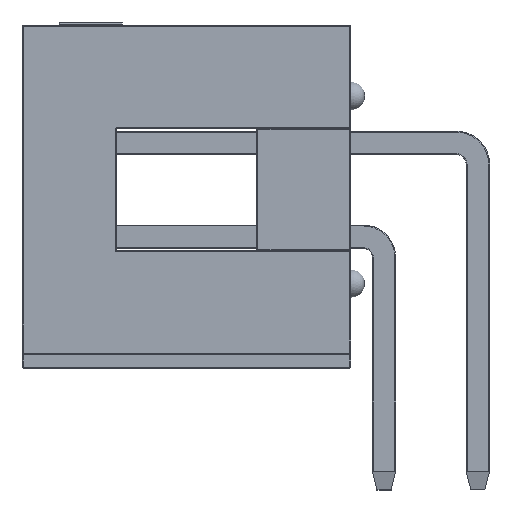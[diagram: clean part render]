
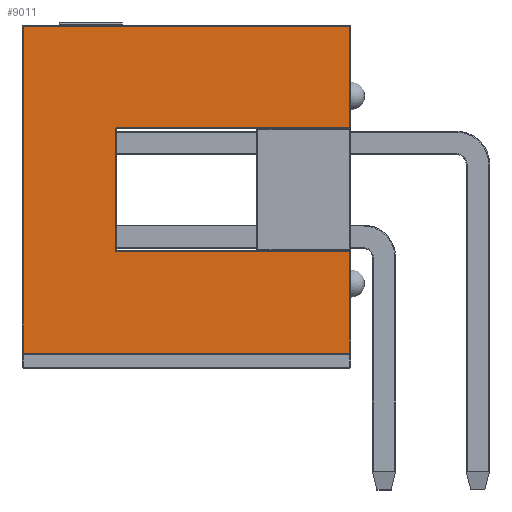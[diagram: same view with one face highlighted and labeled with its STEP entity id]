
A CAD part, front view. The second image highlights one B-rep face of the part: STEP entity #9011.
In plain terms, the highlighted face is planar.
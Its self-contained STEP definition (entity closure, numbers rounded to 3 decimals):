
#515=PLANE('',#9931);
#1004=FACE_OUTER_BOUND('',#1559,.T.);
#1559=EDGE_LOOP('',(#7316,#7317,#7318,#7319,#7320,#7321,#7322,#7323,#7324,
#7325));
#2044=CIRCLE('',#9750,0.051);
#2078=CIRCLE('',#9799,0.051);
#2293=LINE('',#13988,#3134);
#2296=LINE('',#14027,#3137);
#2301=LINE('',#14055,#3142);
#2306=LINE('',#14077,#3147);
#2312=LINE('',#14107,#3153);
#2315=LINE('',#14111,#3156);
#2319=LINE('',#14117,#3160);
#2360=LINE('',#14179,#3201);
#3134=VECTOR('',#11229,10.);
#3137=VECTOR('',#11274,10.);
#3142=VECTOR('',#11307,10.);
#3147=VECTOR('',#11334,10.);
#3153=VECTOR('',#11370,10.);
#3156=VECTOR('',#11375,10.);
#3160=VECTOR('',#11383,10.);
#3201=VECTOR('',#11466,10.);
#4123=VERTEX_POINT('',#13750);
#4155=VERTEX_POINT('',#13924);
#4156=VERTEX_POINT('',#13926);
#4177=VERTEX_POINT('',#13983);
#4189=VERTEX_POINT('',#14018);
#4190=VERTEX_POINT('',#14019);
#4201=VERTEX_POINT('',#14050);
#4205=VERTEX_POINT('',#14070);
#4211=VERTEX_POINT('',#14090);
#4215=VERTEX_POINT('',#14098);
#5101=EDGE_CURVE('',#4155,#4156,#2044,.T.);
#5131=EDGE_CURVE('',#4123,#4177,#2293,.T.);
#5145=EDGE_CURVE('',#4189,#4190,#2078,.T.);
#5149=EDGE_CURVE('',#4190,#4155,#2296,.T.);
#5163=EDGE_CURVE('',#4177,#4201,#2301,.T.);
#5174=EDGE_CURVE('',#4205,#4189,#2306,.T.);
#5189=EDGE_CURVE('',#4211,#4215,#2312,.T.);
#5192=EDGE_CURVE('',#4215,#4205,#2315,.T.);
#5196=EDGE_CURVE('',#4201,#4211,#2319,.T.);
#5237=EDGE_CURVE('',#4156,#4123,#2360,.T.);
#7316=ORIENTED_EDGE('',*,*,#5189,.F.);
#7317=ORIENTED_EDGE('',*,*,#5196,.F.);
#7318=ORIENTED_EDGE('',*,*,#5163,.F.);
#7319=ORIENTED_EDGE('',*,*,#5131,.F.);
#7320=ORIENTED_EDGE('',*,*,#5237,.F.);
#7321=ORIENTED_EDGE('',*,*,#5101,.F.);
#7322=ORIENTED_EDGE('',*,*,#5149,.F.);
#7323=ORIENTED_EDGE('',*,*,#5145,.F.);
#7324=ORIENTED_EDGE('',*,*,#5174,.F.);
#7325=ORIENTED_EDGE('',*,*,#5192,.F.);
#9011=ADVANCED_FACE('',(#1004),#515,.T.);
#9750=AXIS2_PLACEMENT_3D('',#13927,#11156,#11157);
#9799=AXIS2_PLACEMENT_3D('',#14020,#11264,#11265);
#9931=AXIS2_PLACEMENT_3D('',#14514,#11766,#11767);
#11156=DIRECTION('center_axis',(1.,0.,0.));
#11157=DIRECTION('ref_axis',(0.,-0.707,0.707));
#11229=DIRECTION('',(0.,-1.,0.));
#11264=DIRECTION('center_axis',(1.,0.,0.));
#11265=DIRECTION('ref_axis',(0.,0.707,0.707));
#11274=DIRECTION('',(0.,-1.,0.));
#11307=DIRECTION('',(0.,0.,1.));
#11334=DIRECTION('',(0.,0.,1.));
#11370=DIRECTION('',(0.,0.,-1.));
#11375=DIRECTION('',(0.,-1.,0.));
#11383=DIRECTION('',(0.,1.,0.));
#11466=DIRECTION('',(0.,0.,-1.));
#11766=DIRECTION('center_axis',(1.,0.,0.));
#11767=DIRECTION('ref_axis',(0.,1.,0.));
#13750=CARTESIAN_POINT('',(17.145,-1.676,0.025));
#13924=CARTESIAN_POINT('',(17.145,-1.626,6.375));
#13926=CARTESIAN_POINT('',(17.145,-1.676,6.325));
#13927=CARTESIAN_POINT('Origin',(17.145,-1.626,6.325));
#13983=CARTESIAN_POINT('',(17.145,-4.42,0.025));
#13988=CARTESIAN_POINT('',(17.145,-2.223,0.025));
#14018=CARTESIAN_POINT('',(17.145,1.676,6.325));
#14019=CARTESIAN_POINT('',(17.145,1.626,6.375));
#14020=CARTESIAN_POINT('Origin',(17.145,1.626,6.325));
#14027=CARTESIAN_POINT('',(17.145,-3.048,6.375));
#14050=CARTESIAN_POINT('',(17.145,-4.42,8.865));
#14055=CARTESIAN_POINT('',(17.145,-4.42,0.));
#14070=CARTESIAN_POINT('',(17.145,1.676,0.025));
#14077=CARTESIAN_POINT('',(17.145,1.676,3.175));
#14090=CARTESIAN_POINT('',(17.145,4.42,8.865));
#14098=CARTESIAN_POINT('',(17.145,4.42,0.025));
#14107=CARTESIAN_POINT('',(17.145,4.42,0.));
#14111=CARTESIAN_POINT('',(17.145,-2.223,0.025));
#14117=CARTESIAN_POINT('',(17.145,-2.223,8.865));
#14179=CARTESIAN_POINT('',(17.145,-1.676,0.));
#14514=CARTESIAN_POINT('Origin',(17.145,-4.445,0.));
